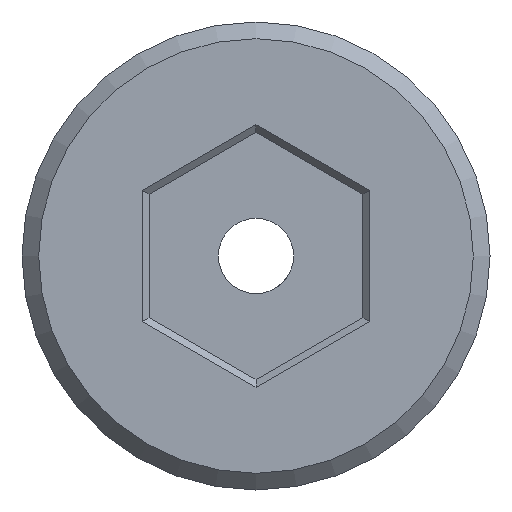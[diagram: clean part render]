
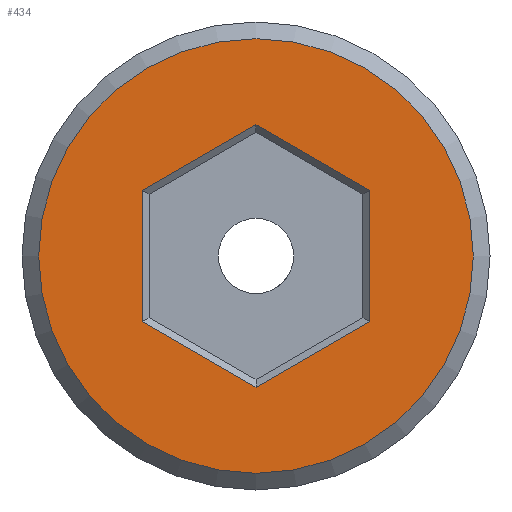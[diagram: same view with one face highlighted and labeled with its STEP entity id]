
A CAD part, front view. The second image highlights one B-rep face of the part: STEP entity #434.
In plain terms, the highlighted planar face has unit normal (0, -1, 0).
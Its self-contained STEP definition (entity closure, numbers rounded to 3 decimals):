
#20=FACE_BOUND('',#150,.T.);
#32=LINE('',#732,#69);
#36=LINE('',#740,#73);
#39=LINE('',#746,#76);
#42=LINE('',#752,#79);
#46=LINE('',#760,#83);
#49=LINE('',#764,#86);
#69=VECTOR('',#534,10.);
#73=VECTOR('',#540,10.);
#76=VECTOR('',#545,10.);
#79=VECTOR('',#550,10.);
#83=VECTOR('',#556,10.);
#86=VECTOR('',#561,10.);
#122=FACE_OUTER_BOUND('',#149,.T.);
#149=EDGE_LOOP('',(#339));
#150=EDGE_LOOP('',(#340,#341,#342,#343,#344,#345));
#171=CIRCLE('',#482,6.5);
#194=VERTEX_POINT('',#730);
#195=VERTEX_POINT('',#731);
#198=VERTEX_POINT('',#739);
#200=VERTEX_POINT('',#745);
#202=VERTEX_POINT('',#751);
#205=VERTEX_POINT('',#759);
#210=VERTEX_POINT('',#780);
#236=EDGE_CURVE('',#194,#195,#32,.T.);
#240=EDGE_CURVE('',#195,#198,#36,.T.);
#243=EDGE_CURVE('',#198,#200,#39,.T.);
#246=EDGE_CURVE('',#200,#202,#42,.T.);
#250=EDGE_CURVE('',#202,#205,#46,.T.);
#253=EDGE_CURVE('',#205,#194,#49,.T.);
#261=EDGE_CURVE('',#210,#210,#171,.T.);
#339=ORIENTED_EDGE('',*,*,#261,.F.);
#340=ORIENTED_EDGE('',*,*,#236,.F.);
#341=ORIENTED_EDGE('',*,*,#253,.F.);
#342=ORIENTED_EDGE('',*,*,#250,.F.);
#343=ORIENTED_EDGE('',*,*,#246,.F.);
#344=ORIENTED_EDGE('',*,*,#243,.F.);
#345=ORIENTED_EDGE('',*,*,#240,.F.);
#414=PLANE('',#481);
#434=ADVANCED_FACE('',(#122,#20),#414,.F.);
#481=AXIS2_PLACEMENT_3D('',#779,#575,#576);
#482=AXIS2_PLACEMENT_3D('',#781,#577,#578);
#534=DIRECTION('',(0.,0.,1.));
#540=DIRECTION('',(-0.866,0.,0.5));
#545=DIRECTION('',(-0.866,0.,-0.5));
#550=DIRECTION('',(0.,0.,-1.));
#556=DIRECTION('',(0.866,0.,-0.5));
#561=DIRECTION('',(0.866,0.,0.5));
#575=DIRECTION('center_axis',(0.,1.,0.));
#576=DIRECTION('ref_axis',(1.,0.,0.));
#577=DIRECTION('center_axis',(0.,1.,0.));
#578=DIRECTION('ref_axis',(1.,0.,0.));
#730=CARTESIAN_POINT('',(3.4,-15.,-1.963));
#731=CARTESIAN_POINT('',(3.4,-15.,1.963));
#732=CARTESIAN_POINT('',(3.4,-15.,0.924));
#739=CARTESIAN_POINT('',(0.,-15.,3.926));
#740=CARTESIAN_POINT('',(0.9,-15.,3.406));
#745=CARTESIAN_POINT('',(-3.4,-15.,1.963));
#746=CARTESIAN_POINT('',(-2.5,-15.,2.483));
#751=CARTESIAN_POINT('',(-3.4,-15.,-1.963));
#752=CARTESIAN_POINT('',(-3.4,-15.,-0.924));
#759=CARTESIAN_POINT('',(0.,-15.,-3.926));
#760=CARTESIAN_POINT('',(-0.9,-15.,-3.406));
#764=CARTESIAN_POINT('',(2.5,-15.,-2.483));
#779=CARTESIAN_POINT('Origin',(0.,-15.,0.));
#780=CARTESIAN_POINT('',(-6.5,-15.,0.));
#781=CARTESIAN_POINT('Origin',(0.,-15.,0.));
